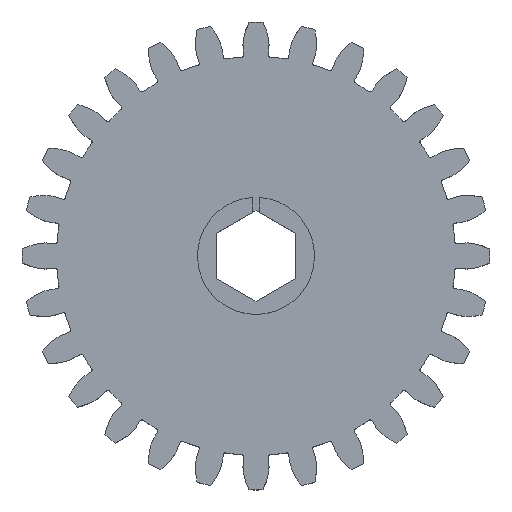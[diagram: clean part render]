
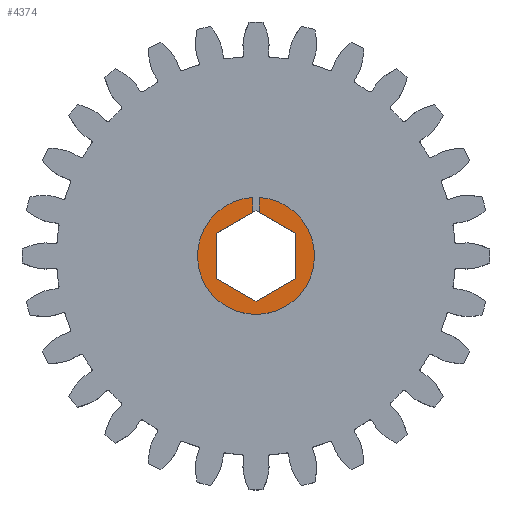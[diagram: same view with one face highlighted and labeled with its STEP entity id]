
A CAD part, top view. The second image highlights one B-rep face of the part: STEP entity #4374.
In plain terms, the highlighted planar face has unit normal (0, 0, 1).
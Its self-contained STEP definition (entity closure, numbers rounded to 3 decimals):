
#190=CIRCLE('',#4625,9.525);
#531=FACE_OUTER_BOUND('',#767,.T.);
#767=EDGE_LOOP('',(#2912,#2913,#2914,#2915,#2916,#2917,#2918,#2919,#2920));
#1004=LINE('',#6220,#1368);
#1008=LINE('',#6232,#1372);
#1010=LINE('',#6236,#1374);
#1011=LINE('',#6238,#1375);
#1012=LINE('',#6240,#1376);
#1013=LINE('',#6242,#1377);
#1014=LINE('',#6244,#1378);
#1015=LINE('',#6245,#1379);
#1368=VECTOR('',#5037,10.);
#1372=VECTOR('',#5049,10.);
#1374=VECTOR('',#5053,10.);
#1375=VECTOR('',#5054,10.);
#1376=VECTOR('',#5055,10.);
#1377=VECTOR('',#5056,10.);
#1378=VECTOR('',#5057,10.);
#1379=VECTOR('',#5058,10.);
#1732=VERTEX_POINT('',#6217);
#1733=VERTEX_POINT('',#6219);
#1735=VERTEX_POINT('',#6225);
#1737=VERTEX_POINT('',#6231);
#1738=VERTEX_POINT('',#6235);
#1739=VERTEX_POINT('',#6237);
#1740=VERTEX_POINT('',#6239);
#1741=VERTEX_POINT('',#6241);
#1742=VERTEX_POINT('',#6243);
#2200=EDGE_CURVE('',#1733,#1732,#1004,.T.);
#2203=EDGE_CURVE('',#1735,#1733,#190,.T.);
#2206=EDGE_CURVE('',#1737,#1735,#1008,.T.);
#2208=EDGE_CURVE('',#1732,#1738,#1010,.T.);
#2209=EDGE_CURVE('',#1738,#1739,#1011,.T.);
#2210=EDGE_CURVE('',#1739,#1740,#1012,.T.);
#2211=EDGE_CURVE('',#1740,#1741,#1013,.T.);
#2212=EDGE_CURVE('',#1741,#1742,#1014,.T.);
#2213=EDGE_CURVE('',#1742,#1737,#1015,.T.);
#2912=ORIENTED_EDGE('',*,*,#2208,.T.);
#2913=ORIENTED_EDGE('',*,*,#2209,.T.);
#2914=ORIENTED_EDGE('',*,*,#2210,.T.);
#2915=ORIENTED_EDGE('',*,*,#2211,.T.);
#2916=ORIENTED_EDGE('',*,*,#2212,.T.);
#2917=ORIENTED_EDGE('',*,*,#2213,.T.);
#2918=ORIENTED_EDGE('',*,*,#2206,.T.);
#2919=ORIENTED_EDGE('',*,*,#2203,.T.);
#2920=ORIENTED_EDGE('',*,*,#2200,.T.);
#4306=PLANE('',#4627);
#4374=ADVANCED_FACE('',(#531),#4306,.T.);
#4625=AXIS2_PLACEMENT_3D('',#6226,#5043,#5044);
#4627=AXIS2_PLACEMENT_3D('',#6234,#5051,#5052);
#5037=DIRECTION('',(0.,-1.,0.));
#5043=DIRECTION('center_axis',(0.,0.,1.));
#5044=DIRECTION('ref_axis',(-0.053,0.999,0.));
#5049=DIRECTION('',(0.,1.,0.));
#5051=DIRECTION('center_axis',(0.,0.,1.));
#5052=DIRECTION('ref_axis',(-1.,0.,0.));
#5053=DIRECTION('',(0.866,-0.5,0.));
#5054=DIRECTION('',(0.,-1.,0.));
#5055=DIRECTION('',(-0.866,-0.5,0.));
#5056=DIRECTION('',(-0.866,0.5,0.));
#5057=DIRECTION('',(0.,1.,0.));
#5058=DIRECTION('',(0.866,0.5,0.));
#6217=CARTESIAN_POINT('',(0.508,7.085,11.079));
#6219=CARTESIAN_POINT('',(0.508,9.511,11.079));
#6220=CARTESIAN_POINT('',(0.508,7.085,11.079));
#6225=CARTESIAN_POINT('',(-0.508,9.511,11.079));
#6226=CARTESIAN_POINT('Origin',(0.,0.,11.079));
#6231=CARTESIAN_POINT('',(-0.508,7.085,11.079));
#6232=CARTESIAN_POINT('',(-0.508,7.085,11.079));
#6234=CARTESIAN_POINT('Origin',(0.,-0.007,11.079));
#6235=CARTESIAN_POINT('',(6.39,3.689,11.079));
#6236=CARTESIAN_POINT('',(0.,7.379,11.079));
#6237=CARTESIAN_POINT('',(6.39,-3.689,11.079));
#6238=CARTESIAN_POINT('',(6.39,3.689,11.079));
#6239=CARTESIAN_POINT('',(0.,-7.379,11.079));
#6240=CARTESIAN_POINT('',(6.39,-3.689,11.079));
#6241=CARTESIAN_POINT('',(-6.39,-3.689,11.079));
#6242=CARTESIAN_POINT('',(0.,-7.379,11.079));
#6243=CARTESIAN_POINT('',(-6.39,3.689,11.079));
#6244=CARTESIAN_POINT('',(-6.39,-3.689,11.079));
#6245=CARTESIAN_POINT('',(-6.39,3.689,11.079));
